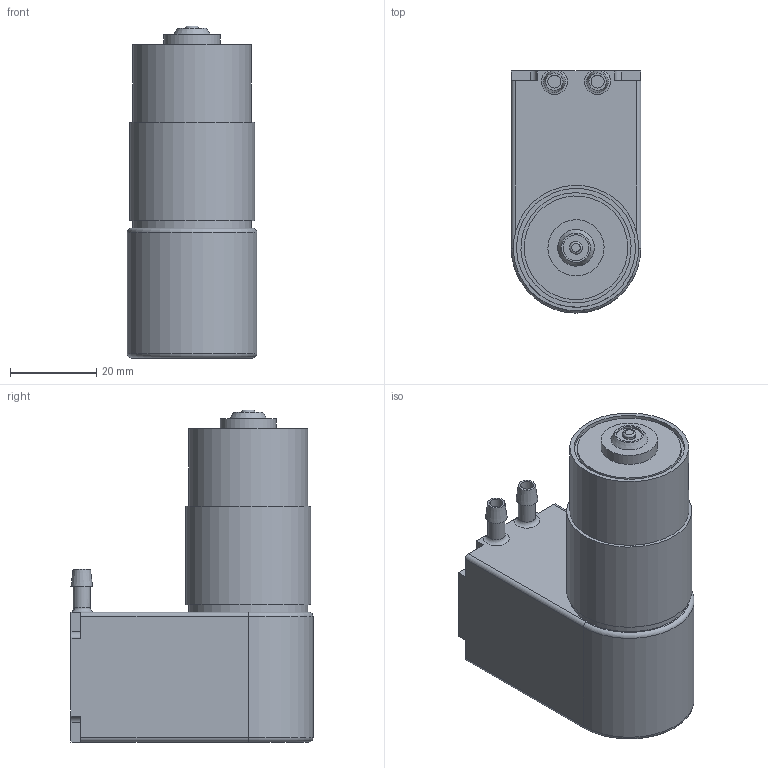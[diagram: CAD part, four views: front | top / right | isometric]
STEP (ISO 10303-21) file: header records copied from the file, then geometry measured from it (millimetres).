
FILE_DESCRIPTION(/* description */ ('Unknown'),/* implementation_level */ '2;1');
FILE_NAME(/* name */ 'AIM_pump',/* time_stamp */ '2022-09-12T16:41:01+02:00',/* author */ ('Unknown'),/* organization */ ('Unknown'),/* preprocessor_version */ 'ST-DEVELOPER v18.1',/* originating_system */ 'Solid Edge',/* authorisation */ 'Unknown');
FILE_SCHEMA (('AUTOMOTIVE_DESIGN {1 0 10303 214 3 1 1}'));
Length unit declared in the file: millimetre
Products named in the file (3): AIM_pump; AIM_mini_pump_house; DC_motor
Assembly tree (2 placements, depth 2):
  AIM_pump
    AIM_mini_pump_house
    DC_motor
Bounding box: 30 x 56 x 76.8 mm (x, y, z)
Volume: 74265.1 mm3; surface area: 14268.4 mm2
Topology: 2 solids, 2 shells, 66 faces, 139 edges, 90 vertices
Faces by surface type: plane 34, cylinder 22, torus 5, cone 3, bspline 2
Full cylindrical faces by diameter (mm): 3 x3, 4 x2, 6 x1, 13 x1, 24 x1, 25.5 x1, 27.5 x3, 29 x1
Entity records: 1778 total; most frequent: CARTESIAN_POINT 323, DIRECTION 310, ORIENTED_EDGE 238, AXIS2_PLACEMENT_3D 126, EDGE_CURVE 119, EDGE_LOOP 96, FACE_BOUND 96, VERTEX_POINT 87
